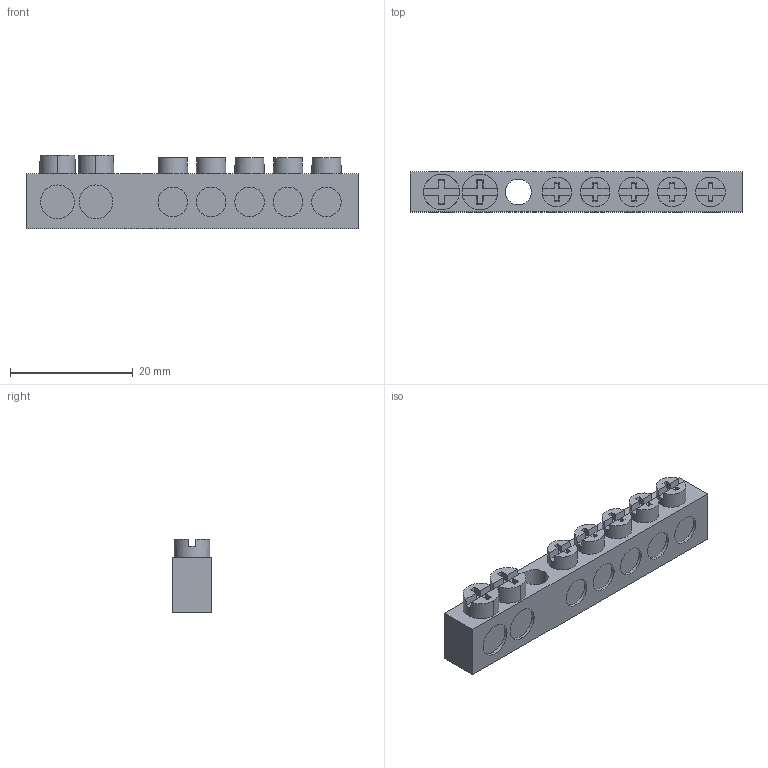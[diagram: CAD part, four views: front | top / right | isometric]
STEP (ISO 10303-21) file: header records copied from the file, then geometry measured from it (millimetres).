
FILE_DESCRIPTION (( 'STEP AP203' ), '1' );
FILE_NAME ('6,5x9 - 7 Delikli Pano Topraklama Klemensi.STEP', '2018-11-30T07:39:03', ( '' ), ( '' ), 'SwSTEP 2.0', 'SolidWorks 2011', '' );
FILE_SCHEMA (( 'CONFIG_CONTROL_DESIGN' ));
Length unit declared in the file: millimetre
Products named in the file (1): 6,5x9 - 7 Delikli Pano Topraklama Klemensi
Bounding box: 54 x 6.5 x 12 mm (x, y, z)
Volume: 3224.9 mm3; surface area: 2388.1 mm2
Topology: 1 solids, 1 shells, 155 faces, 396 edges, 264 vertices
Faces by surface type: plane 111, cylinder 44
Entity records: 4787 total; most frequent: CARTESIAN_POINT 900, DIRECTION 796, ORIENTED_EDGE 792, EDGE_CURVE 396, AXIS2_PLACEMENT_3D 272, VERTEX_POINT 264, VECTOR 252, LINE 252
